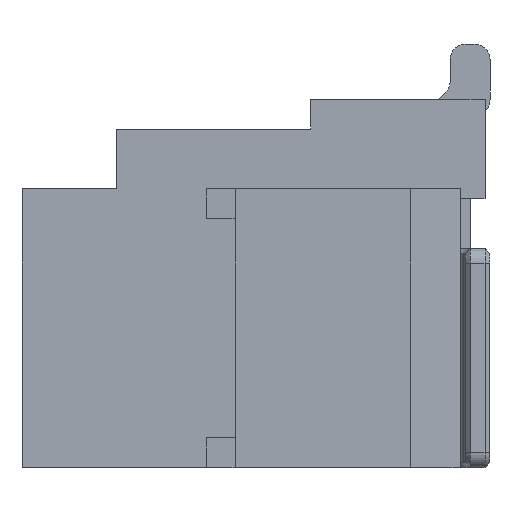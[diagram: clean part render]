
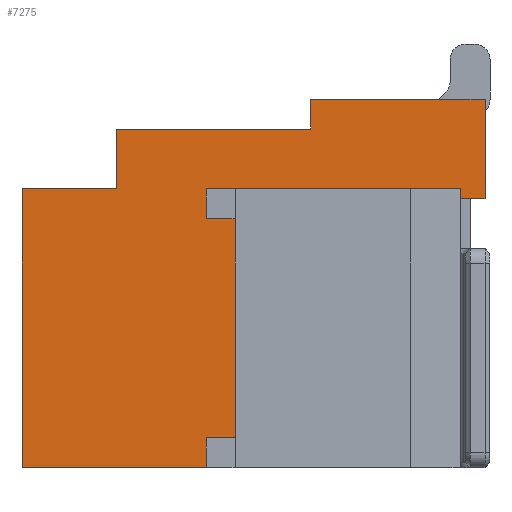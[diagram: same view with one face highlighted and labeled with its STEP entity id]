
A CAD part, left-side view. The second image highlights one B-rep face of the part: STEP entity #7275.
In plain terms, the highlighted planar face has unit normal (-1, 0, 0).
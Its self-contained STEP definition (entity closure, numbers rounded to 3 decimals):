
#115 = LINE ( 'NONE', #1064, #3418 ) ;
#155 = CARTESIAN_POINT ( 'NONE',  ( -3.375, -0.823, -1. ) ) ;
#158 = CARTESIAN_POINT ( 'NONE',  ( -3.375, 0.25, -0.9 ) ) ;
#188 = DIRECTION ( 'NONE',  ( 0., 1., 0. ) ) ;
#234 = ORIENTED_EDGE ( 'NONE', *, *, #9612, .F. ) ;
#342 = VERTEX_POINT ( 'NONE', #1740 ) ;
#352 = VECTOR ( 'NONE', #2263, 1000. ) ;
#392 = EDGE_CURVE ( 'NONE', #4901, #3607, #10551, .T. ) ;
#525 = PLANE ( 'NONE',  #1649 ) ;
#630 = VERTEX_POINT ( 'NONE', #5606 ) ;
#670 = DIRECTION ( 'NONE',  ( 0., 0., -1. ) ) ;
#688 = ORIENTED_EDGE ( 'NONE', *, *, #1016, .T. ) ;
#695 = CARTESIAN_POINT ( 'NONE',  ( -3.375, 2.8, -3.4 ) ) ;
#825 = LINE ( 'NONE', #8700, #3225 ) ;
#866 = DIRECTION ( 'NONE',  ( 0., 1., 0. ) ) ;
#936 = VERTEX_POINT ( 'NONE', #7044 ) ;
#969 = ORIENTED_EDGE ( 'NONE', *, *, #392, .T. ) ;
#1016 = EDGE_CURVE ( 'NONE', #2868, #630, #3132, .T. ) ;
#1064 = CARTESIAN_POINT ( 'NONE',  ( -3.375, 4.65, -0.9 ) ) ;
#1297 = VECTOR ( 'NONE', #5026, 1000. ) ;
#1326 = CARTESIAN_POINT ( 'NONE',  ( -3.375, 0.25, -1. ) ) ;
#1367 = CARTESIAN_POINT ( 'NONE',  ( -3.375, 4.65, 0. ) ) ;
#1563 = DIRECTION ( 'NONE',  ( 0., 0., 1. ) ) ;
#1649 = AXIS2_PLACEMENT_3D ( 'NONE', #8504, #8547, #2940 ) ;
#1668 = LINE ( 'NONE', #3355, #6134 ) ;
#1740 = CARTESIAN_POINT ( 'NONE',  ( -3.375, 0., -1. ) ) ;
#1745 = LINE ( 'NONE', #10483, #9796 ) ;
#1790 = VERTEX_POINT ( 'NONE', #7573 ) ;
#1805 = CARTESIAN_POINT ( 'NONE',  ( -3.375, 2.8, -3.7 ) ) ;
#1989 = EDGE_CURVE ( 'NONE', #342, #3436, #825, .T. ) ;
#2178 = VECTOR ( 'NONE', #6714, 1000. ) ;
#2263 = DIRECTION ( 'NONE',  ( 0., 0., 1. ) ) ;
#2394 = ORIENTED_EDGE ( 'NONE', *, *, #4597, .F. ) ;
#2421 = CARTESIAN_POINT ( 'NONE',  ( -3.375, 4.65, -3.7 ) ) ;
#2519 = LINE ( 'NONE', #3308, #352 ) ;
#2868 = VERTEX_POINT ( 'NONE', #7076 ) ;
#2916 = VECTOR ( 'NONE', #866, 1000. ) ;
#2940 = DIRECTION ( 'NONE',  ( 0., 0., -1. ) ) ;
#2995 = DIRECTION ( 'NONE',  ( 0., 0., -1. ) ) ;
#3132 = LINE ( 'NONE', #7932, #5160 ) ;
#3225 = VECTOR ( 'NONE', #8625, 1000. ) ;
#3235 = DIRECTION ( 'NONE',  ( 0., -1., 0. ) ) ;
#3308 = CARTESIAN_POINT ( 'NONE',  ( -3.375, 0.25, -3.7 ) ) ;
#3355 = CARTESIAN_POINT ( 'NONE',  ( -3.375, 2.8, -3.7 ) ) ;
#3418 = VECTOR ( 'NONE', #5932, 1000. ) ;
#3436 = VERTEX_POINT ( 'NONE', #5845 ) ;
#3534 = VERTEX_POINT ( 'NONE', #7955 ) ;
#3607 = VERTEX_POINT ( 'NONE', #2421 ) ;
#3706 = VERTEX_POINT ( 'NONE', #158 ) ;
#3739 = VERTEX_POINT ( 'NONE', #1805 ) ;
#3909 = ORIENTED_EDGE ( 'NONE', *, *, #5615, .F. ) ;
#3955 = VECTOR ( 'NONE', #7078, 1000. ) ;
#4058 = LINE ( 'NONE', #155, #8668 ) ;
#4080 = CARTESIAN_POINT ( 'NONE',  ( -3.375, 4.65, -0.9 ) ) ;
#4105 = CARTESIAN_POINT ( 'NONE',  ( -3.375, 4.65, -1.85 ) ) ;
#4166 = VECTOR ( 'NONE', #5727, 1000. ) ;
#4218 = LINE ( 'NONE', #8272, #1297 ) ;
#4423 = EDGE_CURVE ( 'NONE', #3739, #3607, #6518, .T. ) ;
#4432 = CARTESIAN_POINT ( 'NONE',  ( -3.375, 2.8, -0.9 ) ) ;
#4597 = EDGE_CURVE ( 'NONE', #936, #3436, #5468, .T. ) ;
#4815 = EDGE_CURVE ( 'NONE', #4901, #630, #115, .T. ) ;
#4901 = VERTEX_POINT ( 'NONE', #9976 ) ;
#5002 = VECTOR ( 'NONE', #670, 1000. ) ;
#5026 = DIRECTION ( 'NONE',  ( 0., 1., 0. ) ) ;
#5044 = EDGE_CURVE ( 'NONE', #9214, #5440, #5378, .T. ) ;
#5067 = VERTEX_POINT ( 'NONE', #695 ) ;
#5160 = VECTOR ( 'NONE', #2995, 1000. ) ;
#5172 = ORIENTED_EDGE ( 'NONE', *, *, #9960, .T. ) ;
#5231 = ORIENTED_EDGE ( 'NONE', *, *, #8413, .T. ) ;
#5378 = LINE ( 'NONE', #7978, #5002 ) ;
#5440 = VERTEX_POINT ( 'NONE', #10098 ) ;
#5468 = LINE ( 'NONE', #1367, #3955 ) ;
#5576 = ORIENTED_EDGE ( 'NONE', *, *, #5044, .F. ) ;
#5606 = CARTESIAN_POINT ( 'NONE',  ( -3.375, 3.7, -0.9 ) ) ;
#5615 = EDGE_CURVE ( 'NONE', #6167, #3706, #2519, .T. ) ;
#5697 = EDGE_CURVE ( 'NONE', #9214, #1790, #6500, .T. ) ;
#5727 = DIRECTION ( 'NONE',  ( 0., 0., -1. ) ) ;
#5741 = EDGE_CURVE ( 'NONE', #5440, #5067, #7363, .T. ) ;
#5845 = CARTESIAN_POINT ( 'NONE',  ( -3.375, 0., 0. ) ) ;
#5932 = DIRECTION ( 'NONE',  ( 0., -1., 0. ) ) ;
#6010 = ORIENTED_EDGE ( 'NONE', *, *, #1989, .T. ) ;
#6134 = VECTOR ( 'NONE', #9094, 1000. ) ;
#6167 = VERTEX_POINT ( 'NONE', #1326 ) ;
#6288 = EDGE_CURVE ( 'NONE', #1790, #9784, #1745, .T. ) ;
#6372 = DIRECTION ( 'NONE',  ( 0., 1., 0. ) ) ;
#6500 = LINE ( 'NONE', #9029, #7382 ) ;
#6518 = LINE ( 'NONE', #6821, #2178 ) ;
#6615 = VECTOR ( 'NONE', #3235, 1000. ) ;
#6714 = DIRECTION ( 'NONE',  ( 0., 1., 0. ) ) ;
#6821 = CARTESIAN_POINT ( 'NONE',  ( -3.375, 5.36, -3.7 ) ) ;
#7044 = CARTESIAN_POINT ( 'NONE',  ( -3.375, 1.75, 0. ) ) ;
#7076 = CARTESIAN_POINT ( 'NONE',  ( -3.375, 3.7, -0.3 ) ) ;
#7078 = DIRECTION ( 'NONE',  ( 0., -1., 0. ) ) ;
#7275 = ADVANCED_FACE ( 'NONE', ( #8878 ), #525, .F. ) ;
#7363 = LINE ( 'NONE', #9581, #2916 ) ;
#7380 = VECTOR ( 'NONE', #8109, 1000. ) ;
#7382 = VECTOR ( 'NONE', #6372, 1000. ) ;
#7441 = ORIENTED_EDGE ( 'NONE', *, *, #5741, .F. ) ;
#7447 = ORIENTED_EDGE ( 'NONE', *, *, #10030, .T. ) ;
#7573 = CARTESIAN_POINT ( 'NONE',  ( -3.375, 2.8, -1.2 ) ) ;
#7932 = CARTESIAN_POINT ( 'NONE',  ( -3.375, 3.7, -0.9 ) ) ;
#7955 = CARTESIAN_POINT ( 'NONE',  ( -3.375, 1.75, -0.3 ) ) ;
#7969 = ORIENTED_EDGE ( 'NONE', *, *, #8392, .T. ) ;
#7978 = CARTESIAN_POINT ( 'NONE',  ( -3.375, 2.145, -3.4 ) ) ;
#8109 = DIRECTION ( 'NONE',  ( 0., 0., -1. ) ) ;
#8272 = CARTESIAN_POINT ( 'NONE',  ( -3.375, 4.65, -0.3 ) ) ;
#8392 = EDGE_CURVE ( 'NONE', #3739, #5067, #1668, .T. ) ;
#8413 = EDGE_CURVE ( 'NONE', #3534, #2868, #4218, .T. ) ;
#8504 = CARTESIAN_POINT ( 'NONE',  ( -3.375, 4.65, -0.9 ) ) ;
#8531 = LINE ( 'NONE', #9000, #7380 ) ;
#8547 = DIRECTION ( 'NONE',  ( 1., 0., 0. ) ) ;
#8625 = DIRECTION ( 'NONE',  ( 0., 0., 1. ) ) ;
#8668 = VECTOR ( 'NONE', #188, 1000. ) ;
#8700 = CARTESIAN_POINT ( 'NONE',  ( -3.375, 0., -0.9 ) ) ;
#8788 = LINE ( 'NONE', #4080, #6615 ) ;
#8878 = FACE_OUTER_BOUND ( 'NONE', #9050, .T. ) ;
#8983 = ORIENTED_EDGE ( 'NONE', *, *, #4423, .F. ) ;
#9000 = CARTESIAN_POINT ( 'NONE',  ( -3.375, 1.75, -0.9 ) ) ;
#9029 = CARTESIAN_POINT ( 'NONE',  ( -3.375, 2.145, -1.2 ) ) ;
#9050 = EDGE_LOOP ( 'NONE', ( #969, #8983, #7969, #7441, #5576, #10382, #9459, #5172, #3909, #234, #6010, #2394, #7447, #5231, #688, #10306 ) ) ;
#9094 = DIRECTION ( 'NONE',  ( 0., 0., 1. ) ) ;
#9214 = VERTEX_POINT ( 'NONE', #9484 ) ;
#9459 = ORIENTED_EDGE ( 'NONE', *, *, #6288, .T. ) ;
#9484 = CARTESIAN_POINT ( 'NONE',  ( -3.375, 2.145, -1.2 ) ) ;
#9581 = CARTESIAN_POINT ( 'NONE',  ( -3.375, 2.145, -3.4 ) ) ;
#9612 = EDGE_CURVE ( 'NONE', #342, #6167, #4058, .T. ) ;
#9784 = VERTEX_POINT ( 'NONE', #4432 ) ;
#9796 = VECTOR ( 'NONE', #1563, 1000. ) ;
#9960 = EDGE_CURVE ( 'NONE', #9784, #3706, #8788, .T. ) ;
#9976 = CARTESIAN_POINT ( 'NONE',  ( -3.375, 4.65, -0.9 ) ) ;
#10030 = EDGE_CURVE ( 'NONE', #936, #3534, #8531, .T. ) ;
#10098 = CARTESIAN_POINT ( 'NONE',  ( -3.375, 2.145, -3.4 ) ) ;
#10306 = ORIENTED_EDGE ( 'NONE', *, *, #4815, .F. ) ;
#10382 = ORIENTED_EDGE ( 'NONE', *, *, #5697, .T. ) ;
#10483 = CARTESIAN_POINT ( 'NONE',  ( -3.375, 2.8, -3.7 ) ) ;
#10551 = LINE ( 'NONE', #4105, #4166 ) ;
